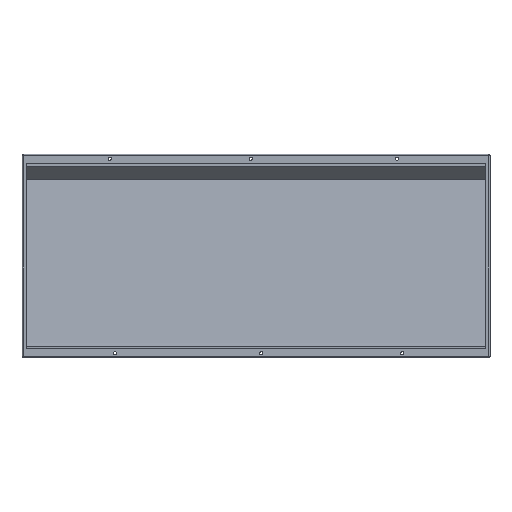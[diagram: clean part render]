
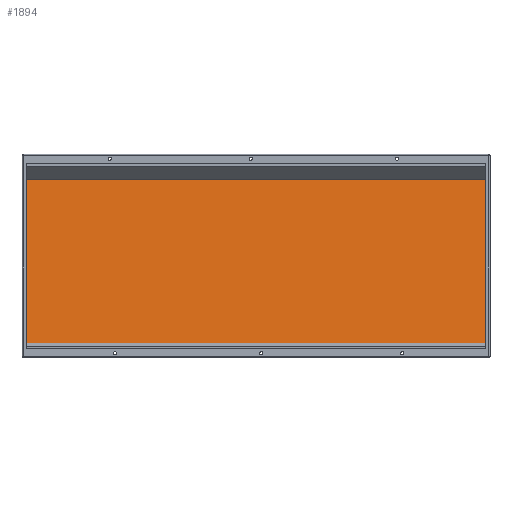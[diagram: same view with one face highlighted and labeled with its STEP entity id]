
A CAD part, top view. The second image highlights one B-rep face of the part: STEP entity #1894.
In plain terms, the highlighted planar face has unit normal (0, 0.104, 0.995).
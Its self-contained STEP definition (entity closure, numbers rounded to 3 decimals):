
#99=PLANE('',#2120);
#212=FACE_OUTER_BOUND('',#352,.T.);
#352=EDGE_LOOP('',(#1676,#1677,#1678,#1679));
#511=LINE('',#3222,#678);
#512=LINE('',#3225,#679);
#513=LINE('',#3227,#680);
#514=LINE('',#3228,#681);
#678=VECTOR('',#2676,10.);
#679=VECTOR('',#2679,10.);
#680=VECTOR('',#2680,10.);
#681=VECTOR('',#2681,10.);
#943=VERTEX_POINT('',#3218);
#944=VERTEX_POINT('',#3220);
#945=VERTEX_POINT('',#3224);
#946=VERTEX_POINT('',#3226);
#1193=EDGE_CURVE('',#943,#944,#511,.T.);
#1194=EDGE_CURVE('',#944,#945,#512,.T.);
#1195=EDGE_CURVE('',#945,#946,#513,.T.);
#1196=EDGE_CURVE('',#946,#943,#514,.T.);
#1676=ORIENTED_EDGE('',*,*,#1193,.T.);
#1677=ORIENTED_EDGE('',*,*,#1194,.T.);
#1678=ORIENTED_EDGE('',*,*,#1195,.T.);
#1679=ORIENTED_EDGE('',*,*,#1196,.T.);
#1894=ADVANCED_FACE('',(#212),#99,.T.);
#2120=AXIS2_PLACEMENT_3D('',#3223,#2677,#2678);
#2676=DIRECTION('',(1.,0.,0.));
#2677=DIRECTION('center_axis',(0.,0.105,0.995));
#2678=DIRECTION('ref_axis',(0.,0.995,-0.105));
#2679=DIRECTION('',(0.,0.995,-0.105));
#2680=DIRECTION('',(-1.,0.,0.));
#2681=DIRECTION('',(0.,-0.995,0.105));
#3218=CARTESIAN_POINT('',(-0.38,4.065,-13.911));
#3220=CARTESIAN_POINT('',(319.657,4.065,-13.911));
#3222=CARTESIAN_POINT('',(159.639,4.065,-13.911));
#3223=CARTESIAN_POINT('Origin',(322.657,1.948,-13.688));
#3224=CARTESIAN_POINT('',(319.657,118.277,-25.915));
#3225=CARTESIAN_POINT('',(319.657,33.075,-16.96));
#3226=CARTESIAN_POINT('',(-0.38,118.277,-25.915));
#3227=CARTESIAN_POINT('',(322.657,118.277,-25.915));
#3228=CARTESIAN_POINT('',(-0.38,33.181,-16.971));
